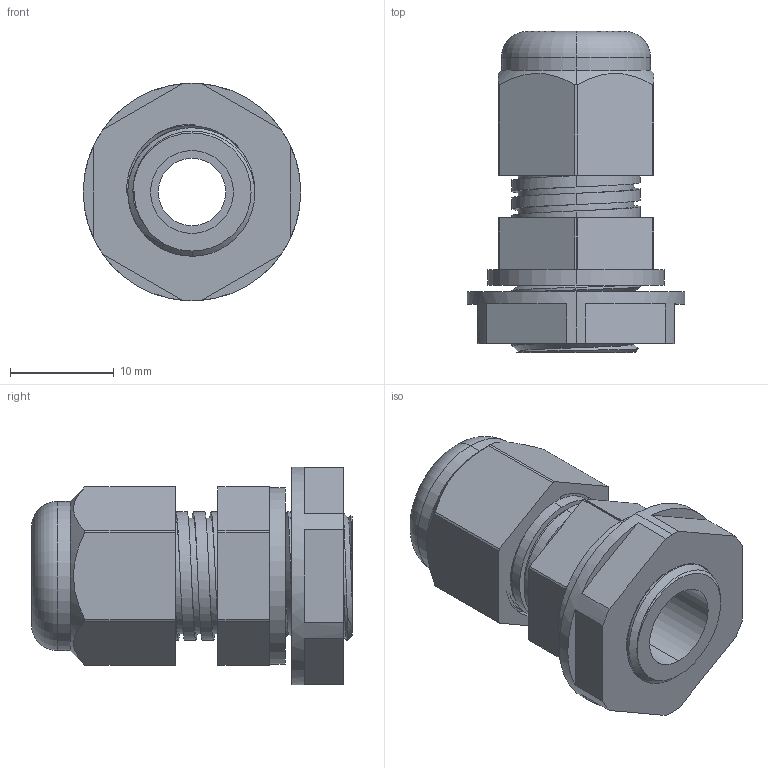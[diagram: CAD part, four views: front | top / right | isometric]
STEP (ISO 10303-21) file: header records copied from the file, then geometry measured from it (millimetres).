
FILE_DESCRIPTION (( 'STEP AP203' ), '1' );
FILE_NAME ('BMX-11-W.step', '2016-02-11T13:27:30', ( '' ), ( '' ), 'SwSTEP 2.0', 'SolidWorks 2015', '' );
FILE_SCHEMA (( 'CONFIG_CONTROL_DESIGN' ));
Length unit declared in the file: millimetre
Products named in the file (1): BMX-11-W
Bounding box: 21 x 31 x 21 mm (x, y, z)
Volume: 4229.7 mm3; surface area: 5859.3 mm2
Topology: 5 solids, 5 shells, 198 faces, 545 edges, 360 vertices
Faces by surface type: plane 100, cylinder 76, bspline 11, cone 7, torus 4
Entity records: 10409 total; most frequent: CARTESIAN_POINT 5493, ORIENTED_EDGE 1090, DIRECTION 965, EDGE_CURVE 545, VERTEX_POINT 360, AXIS2_PLACEMENT_3D 353, LINE 259, VECTOR 259
